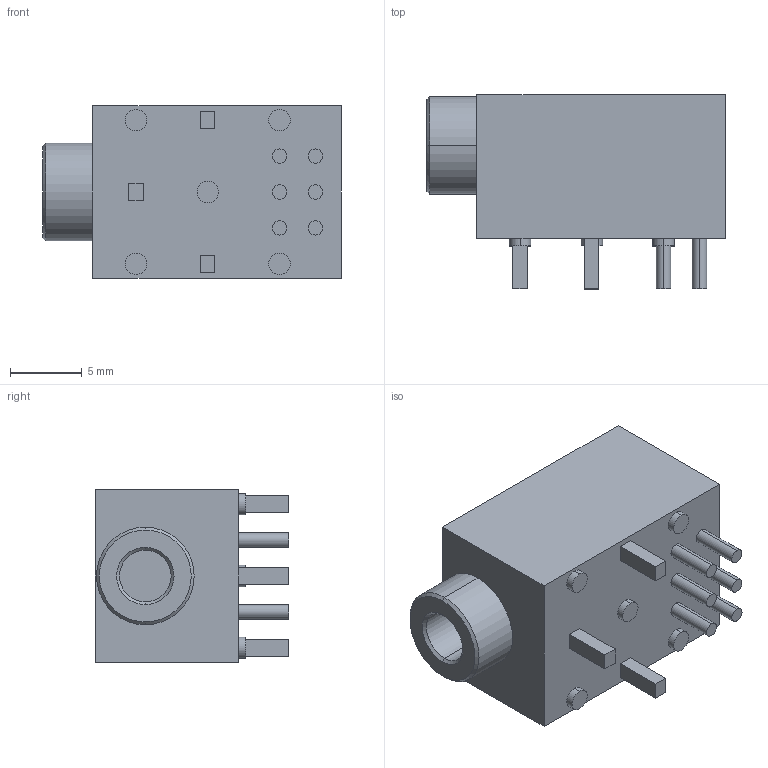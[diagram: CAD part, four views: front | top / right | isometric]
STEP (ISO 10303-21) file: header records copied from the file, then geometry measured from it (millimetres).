
FILE_DESCRIPTION (( 'STEP AP214' ), '1' );
FILE_NAME ('User Library-CONNECTOR, PHONE JACK, STEREO, 3.5 MM, INTEGRATED DPDT SWITCH, SEE-PLUS ST-35362-02HG.STEP', '2012-09-30T21:36:53', ( 'sysAdmin' ), ( 'SolidWorks' ), 'SwSTEP 2.0', 'SolidWorks 2012', '' );
FILE_SCHEMA (( 'AUTOMOTIVE_DESIGN' ));
Length unit declared in the file: millimetre
Products named in the file (1): User Library-CONNECTOR, PHONE JACK, STEREO, 3.5 MM, INTEGRATED DPDT SWITCH, SEE-PLUS ST-35362-02HG
Bounding box: 20.8 x 13.5 x 12 mm (x, y, z)
Volume: 2200.4 mm3; surface area: 1235.9 mm2
Topology: 1 solids, 1 shells, 64 faces, 134 edges, 88 vertices
Faces by surface type: plane 34, cylinder 26, cone 4
Entity records: 2460 total; most frequent: DIRECTION 320, CARTESIAN_POINT 287, ORIENTED_EDGE 268, EDGE_CURVE 134, AXIS2_PLACEMENT_3D 121, VERTEX_POINT 88, EDGE_LOOP 80, VECTOR 78
